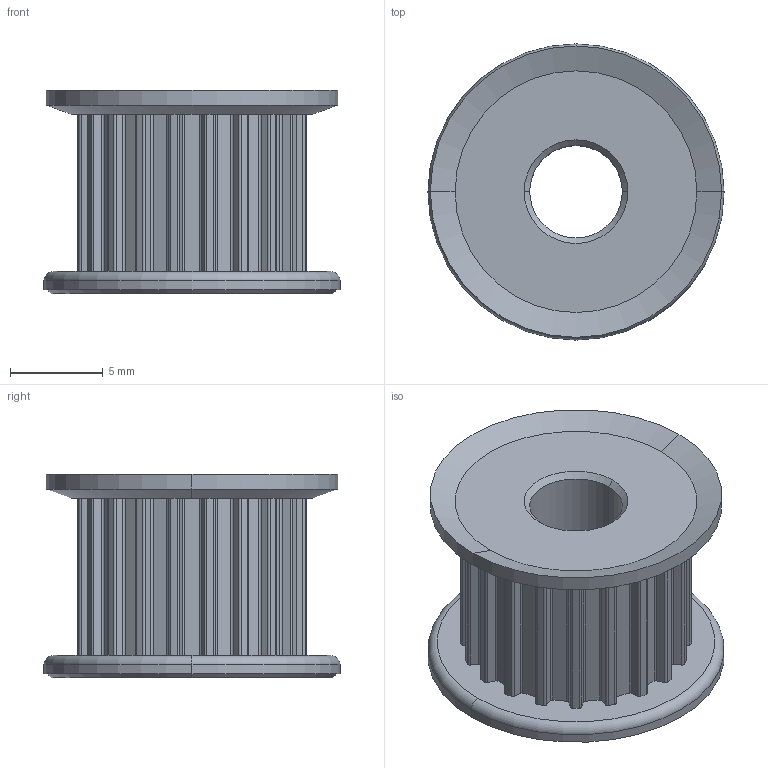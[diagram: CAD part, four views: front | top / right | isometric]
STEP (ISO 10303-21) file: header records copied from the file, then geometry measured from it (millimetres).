
FILE_DESCRIPTION (( 'STEP AP214' ), '1' );
FILE_NAME ('4333240000706.STEP', '2017-12-21T11:50:14', ( '13' ), ( '' ), 'SwSTEP 2.0', 'SolidWorks 2012', '' );
FILE_SCHEMA (( 'AUTOMOTIVE_DESIGN' ));
Length unit declared in the file: millimetre
Products named in the file (1): 4333240000706
Bounding box: 16 x 16 x 10.99 mm (x, y, z)
Volume: 1092.9 mm3; surface area: 1243.9 mm2
Topology: 1 solids, 1 shells, 262 faces, 684 edges, 426 vertices
Faces by surface type: plane 124, cylinder 106, cone 30, torus 2
Entity records: 8134 total; most frequent: CARTESIAN_POINT 1613, DIRECTION 1398, ORIENTED_EDGE 1368, EDGE_CURVE 684, AXIS2_PLACEMENT_3D 531, VERTEX_POINT 426, VECTOR 336, LINE 336
